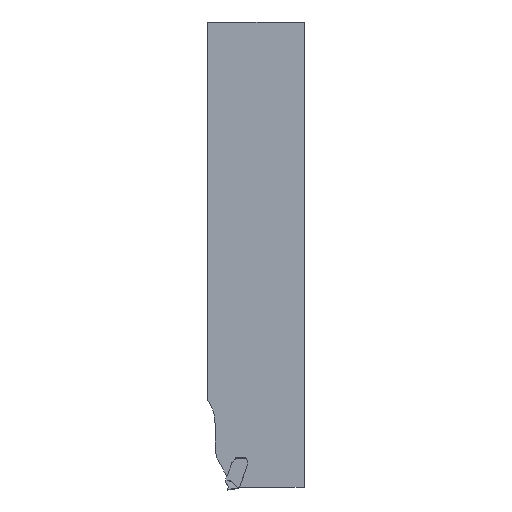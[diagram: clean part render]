
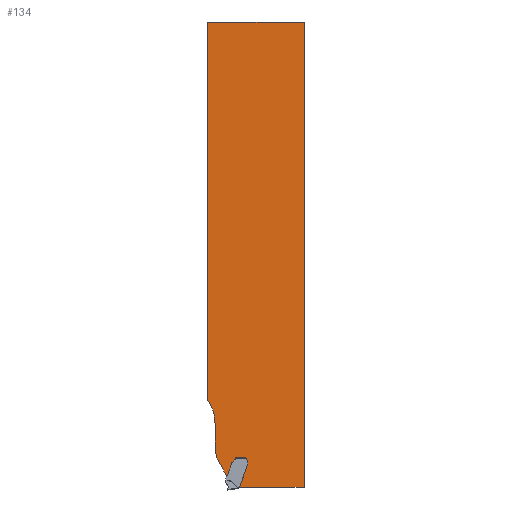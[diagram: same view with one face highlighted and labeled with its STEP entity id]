
A CAD part, left-side view. The second image highlights one B-rep face of the part: STEP entity #134.
In plain terms, the highlighted planar face has unit normal (-1, 0, 0).
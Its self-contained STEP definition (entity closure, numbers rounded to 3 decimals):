
#134=ADVANCED_FACE('SHANKHEAD_FACE_LEFT',(#239),#203,.T.);
#203=PLANE('',#1528);
#239=FACE_OUTER_BOUND('',#309,.T.);
#309=EDGE_LOOP('',(#697,#698,#699,#700,#701,#702,#703,#704,#705,#706,#707,
#708,#709,#710,#711,#712,#713,#714,#715,#716,#717,#718,#719,#720));
#381=ELLIPSE('',#1523,1.32,1.);
#382=ELLIPSE('',#1527,1.46,1.);
#403=B_SPLINE_CURVE_WITH_KNOTS('',5,(#2110,#2111,#2112,#2113,#2114,#2115),
 .UNSPECIFIED.,.F.,.F.,(6,6),(0.,1.),.UNSPECIFIED.);
#404=B_SPLINE_CURVE_WITH_KNOTS('',5,(#2137,#2138,#2139,#2140,#2141,#2142),
 .UNSPECIFIED.,.F.,.F.,(6,6),(0.,1.),.UNSPECIFIED.);
#441=LINE('',#2096,#557);
#442=LINE('',#2098,#558);
#443=LINE('',#2102,#559);
#444=LINE('',#2106,#560);
#445=LINE('',#2119,#561);
#446=LINE('',#2123,#562);
#447=LINE('',#2125,#563);
#448=LINE('',#2127,#564);
#449=LINE('',#2133,#565);
#450=LINE('',#2144,#566);
#451=LINE('',#2146,#567);
#452=LINE('',#2148,#568);
#453=LINE('',#2150,#569);
#557=VECTOR('',#1684,1.);
#558=VECTOR('',#1685,1.);
#559=VECTOR('',#1688,1.);
#560=VECTOR('',#1691,1.);
#561=VECTOR('',#1696,1.);
#562=VECTOR('',#1699,1.);
#563=VECTOR('',#1700,1.);
#564=VECTOR('',#1701,1.);
#565=VECTOR('',#1706,1.);
#566=VECTOR('',#1709,1.);
#567=VECTOR('',#1710,1.);
#568=VECTOR('',#1711,1.);
#569=VECTOR('',#1712,1.);
#697=ORIENTED_EDGE('',*,*,#1218,.F.);
#698=ORIENTED_EDGE('',*,*,#1217,.T.);
#699=ORIENTED_EDGE('',*,*,#1219,.T.);
#700=ORIENTED_EDGE('',*,*,#1220,.T.);
#701=ORIENTED_EDGE('',*,*,#1221,.T.);
#702=ORIENTED_EDGE('',*,*,#1222,.T.);
#703=ORIENTED_EDGE('',*,*,#1223,.F.);
#704=ORIENTED_EDGE('',*,*,#1224,.F.);
#705=ORIENTED_EDGE('',*,*,#1225,.T.);
#706=ORIENTED_EDGE('',*,*,#1226,.T.);
#707=ORIENTED_EDGE('',*,*,#1227,.F.);
#708=ORIENTED_EDGE('',*,*,#1228,.T.);
#709=ORIENTED_EDGE('',*,*,#1229,.F.);
#710=ORIENTED_EDGE('',*,*,#1230,.F.);
#711=ORIENTED_EDGE('',*,*,#1231,.F.);
#712=ORIENTED_EDGE('',*,*,#1232,.T.);
#713=ORIENTED_EDGE('',*,*,#1233,.F.);
#714=ORIENTED_EDGE('',*,*,#1234,.F.);
#715=ORIENTED_EDGE('',*,*,#1235,.F.);
#716=ORIENTED_EDGE('',*,*,#1236,.F.);
#717=ORIENTED_EDGE('',*,*,#1237,.F.);
#718=ORIENTED_EDGE('',*,*,#1238,.T.);
#719=ORIENTED_EDGE('',*,*,#1239,.T.);
#720=ORIENTED_EDGE('',*,*,#1240,.T.);
#1084=VERTEX_POINT('',#2089);
#1086=VERTEX_POINT('',#2093);
#1087=VERTEX_POINT('',#2097);
#1088=VERTEX_POINT('',#2099);
#1089=VERTEX_POINT('',#2101);
#1090=VERTEX_POINT('',#2103);
#1091=VERTEX_POINT('',#2105);
#1092=VERTEX_POINT('',#2107);
#1093=VERTEX_POINT('',#2109);
#1094=VERTEX_POINT('',#2116);
#1095=VERTEX_POINT('',#2118);
#1096=VERTEX_POINT('',#2120);
#1097=VERTEX_POINT('',#2122);
#1098=VERTEX_POINT('',#2124);
#1099=VERTEX_POINT('',#2126);
#1100=VERTEX_POINT('',#2128);
#1101=VERTEX_POINT('',#2130);
#1102=VERTEX_POINT('',#2132);
#1103=VERTEX_POINT('',#2134);
#1104=VERTEX_POINT('',#2136);
#1105=VERTEX_POINT('',#2143);
#1106=VERTEX_POINT('',#2145);
#1107=VERTEX_POINT('',#2147);
#1108=VERTEX_POINT('',#2149);
#1217=EDGE_CURVE('',#1084,#1086,#1393,.T.);
#1218=EDGE_CURVE('',#1084,#1087,#441,.T.);
#1219=EDGE_CURVE('',#1086,#1088,#442,.T.);
#1220=EDGE_CURVE('',#1088,#1089,#1394,.T.);
#1221=EDGE_CURVE('',#1089,#1090,#443,.T.);
#1222=EDGE_CURVE('',#1090,#1091,#1395,.T.);
#1223=EDGE_CURVE('',#1092,#1091,#444,.T.);
#1224=EDGE_CURVE('',#1093,#1092,#1396,.T.);
#1225=EDGE_CURVE('',#1093,#1094,#403,.T.);
#1226=EDGE_CURVE('',#1094,#1095,#381,.T.);
#1227=EDGE_CURVE('',#1096,#1095,#445,.T.);
#1228=EDGE_CURVE('',#1096,#1097,#1397,.T.);
#1229=EDGE_CURVE('',#1098,#1097,#446,.T.);
#1230=EDGE_CURVE('',#1099,#1098,#447,.T.);
#1231=EDGE_CURVE('',#1100,#1099,#448,.T.);
#1232=EDGE_CURVE('',#1100,#1101,#1398,.T.);
#1233=EDGE_CURVE('',#1102,#1101,#1399,.T.);
#1234=EDGE_CURVE('',#1103,#1102,#449,.T.);
#1235=EDGE_CURVE('',#1104,#1103,#382,.T.);
#1236=EDGE_CURVE('',#1105,#1104,#404,.T.);
#1237=EDGE_CURVE('',#1106,#1105,#450,.T.);
#1238=EDGE_CURVE('',#1106,#1107,#451,.T.);
#1239=EDGE_CURVE('',#1107,#1108,#452,.T.);
#1240=EDGE_CURVE('',#1108,#1087,#453,.T.);
#1393=CIRCLE('',#1518,13.);
#1394=CIRCLE('',#1520,10.);
#1395=CIRCLE('',#1521,0.491);
#1396=CIRCLE('',#1522,1.);
#1397=CIRCLE('',#1524,0.8);
#1398=CIRCLE('',#1525,0.5);
#1399=CIRCLE('',#1526,0.75);
#1518=AXIS2_PLACEMENT_3D('',#2094,#1680,#1681);
#1520=AXIS2_PLACEMENT_3D('',#2100,#1686,#1687);
#1521=AXIS2_PLACEMENT_3D('',#2104,#1689,#1690);
#1522=AXIS2_PLACEMENT_3D('',#2108,#1692,#1693);
#1523=AXIS2_PLACEMENT_3D('',#2117,#1694,#1695);
#1524=AXIS2_PLACEMENT_3D('',#2121,#1697,#1698);
#1525=AXIS2_PLACEMENT_3D('',#2129,#1702,#1703);
#1526=AXIS2_PLACEMENT_3D('',#2131,#1704,#1705);
#1527=AXIS2_PLACEMENT_3D('',#2135,#1707,#1708);
#1528=AXIS2_PLACEMENT_3D('',#2151,#1713,#1714);
#1680=DIRECTION('',(1.,0.,0.));
#1681=DIRECTION('',(0.,1.,0.));
#1684=DIRECTION('',(0.,0.,1.));
#1685=DIRECTION('',(0.,0.,-1.));
#1686=DIRECTION('',(-1.,0.,0.));
#1687=DIRECTION('',(0.,1.,0.));
#1688=DIRECTION('',(0.,-0.5,-0.866));
#1689=DIRECTION('',(-1.,0.,0.));
#1690=DIRECTION('',(0.,1.,0.));
#1691=DIRECTION('',(0.,0.342,-0.94));
#1692=DIRECTION('',(-1.,0.,0.));
#1693=DIRECTION('',(0.,1.,0.));
#1694=DIRECTION('',(1.,0.,0.));
#1695=DIRECTION('',(0.,-0.707,0.707));
#1696=DIRECTION('',(0.,0.707,-0.707));
#1697=DIRECTION('',(-1.,0.,0.));
#1698=DIRECTION('',(0.,1.,0.));
#1699=DIRECTION('',(0.,0.,-1.));
#1700=DIRECTION('',(0.,1.,0.));
#1701=DIRECTION('',(0.,0.,1.));
#1702=DIRECTION('',(-1.,0.,0.));
#1703=DIRECTION('',(0.,1.,0.));
#1704=DIRECTION('',(-1.,0.,0.));
#1705=DIRECTION('',(0.,1.,0.));
#1706=DIRECTION('',(0.,0.,1.));
#1707=DIRECTION('',(-1.,0.,0.));
#1708=DIRECTION('',(0.,0.,-1.));
#1709=DIRECTION('',(0.,-0.342,0.94));
#1710=DIRECTION('',(0.,-1.,0.));
#1711=DIRECTION('',(0.,0.,1.));
#1712=DIRECTION('',(0.,1.,0.));
#1713=DIRECTION('',(-1.,0.,0.));
#1714=DIRECTION('',(0.,1.,0.));
#2089=CARTESIAN_POINT('',(-2.,31.364,-121.232));
#2093=CARTESIAN_POINT('',(-2.,29.075,-128.6));
#2094=CARTESIAN_POINT('',(-2.,42.075,-128.6));
#2096=CARTESIAN_POINT('',(-2.,31.364,-165.));
#2097=CARTESIAN_POINT('',(-2.,31.364,0.));
#2098=CARTESIAN_POINT('',(-2.,29.075,-167.2));
#2099=CARTESIAN_POINT('',(-2.,29.075,-136.291));
#2100=CARTESIAN_POINT('',(-2.,19.075,-136.291));
#2101=CARTESIAN_POINT('',(-2.,27.735,-141.291));
#2102=CARTESIAN_POINT('',(-2.,18.057,-158.053));
#2103=CARTESIAN_POINT('',(-2.,25.276,-145.55));
#2104=CARTESIAN_POINT('',(-2.,25.619,-145.199));
#2105=CARTESIAN_POINT('',(-2.,25.158,-145.367));
#2106=CARTESIAN_POINT('',(-2.,33.198,-167.456));
#2107=CARTESIAN_POINT('',(-2.,23.765,-141.538));
#2108=CARTESIAN_POINT('',(-2.,22.825,-141.88));
#2109=CARTESIAN_POINT('',(-2.,23.682,-141.365));
#2110=CARTESIAN_POINT('',(-2.,23.682,-141.365));
#2111=CARTESIAN_POINT('',(-2.,23.675,-141.354));
#2112=CARTESIAN_POINT('',(-2.,23.668,-141.343));
#2113=CARTESIAN_POINT('',(-2.,23.661,-141.332));
#2114=CARTESIAN_POINT('',(-2.,23.653,-141.322));
#2115=CARTESIAN_POINT('',(-2.,23.646,-141.311));
#2116=CARTESIAN_POINT('',(-2.,23.646,-141.311));
#2117=CARTESIAN_POINT('',(-2.,22.778,-141.834));
#2118=CARTESIAN_POINT('',(-2.,23.486,-141.127));
#2119=CARTESIAN_POINT('',(-2.,41.729,-159.371));
#2120=CARTESIAN_POINT('',(-2.,22.704,-140.346));
#2121=CARTESIAN_POINT('',(-2.,23.27,-139.78));
#2122=CARTESIAN_POINT('',(-2.,22.47,-139.78));
#2123=CARTESIAN_POINT('',(-2.,22.47,-167.2));
#2124=CARTESIAN_POINT('',(-2.,22.47,-139.68));
#2125=CARTESIAN_POINT('',(-2.,33.9,-139.68));
#2126=CARTESIAN_POINT('',(-2.,19.169,-139.68));
#2127=CARTESIAN_POINT('',(-2.,19.169,-167.2));
#2128=CARTESIAN_POINT('',(-2.,19.169,-139.88));
#2129=CARTESIAN_POINT('',(-2.,18.669,-139.88));
#2130=CARTESIAN_POINT('',(-2.,18.969,-140.28));
#2131=CARTESIAN_POINT('',(-2.,19.419,-140.88));
#2132=CARTESIAN_POINT('',(-2.,18.669,-140.88));
#2133=CARTESIAN_POINT('',(-2.,18.669,-167.2));
#2134=CARTESIAN_POINT('',(-2.,18.669,-141.685));
#2135=CARTESIAN_POINT('',(-2.,19.669,-141.685));
#2136=CARTESIAN_POINT('',(-2.,18.705,-142.072));
#2137=CARTESIAN_POINT('',(-2.,18.73,-142.162));
#2138=CARTESIAN_POINT('',(-2.,18.723,-142.144));
#2139=CARTESIAN_POINT('',(-2.,18.718,-142.127));
#2140=CARTESIAN_POINT('',(-2.,18.713,-142.109));
#2141=CARTESIAN_POINT('',(-2.,18.709,-142.09));
#2142=CARTESIAN_POINT('',(-2.,18.705,-142.072));
#2143=CARTESIAN_POINT('',(-2.,18.73,-142.162));
#2144=CARTESIAN_POINT('',(-2.,28.551,-169.147));
#2145=CARTESIAN_POINT('',(-2.,21.272,-149.148));
#2146=CARTESIAN_POINT('',(-2.,33.9,-149.148));
#2147=CARTESIAN_POINT('',(-2.,0.536,-149.148));
#2148=CARTESIAN_POINT('',(-2.,0.536,-165.));
#2149=CARTESIAN_POINT('',(-2.,0.536,0.));
#2150=CARTESIAN_POINT('',(-2.,33.9,0.));
#2151=CARTESIAN_POINT('',(-2.,33.9,-167.2));
